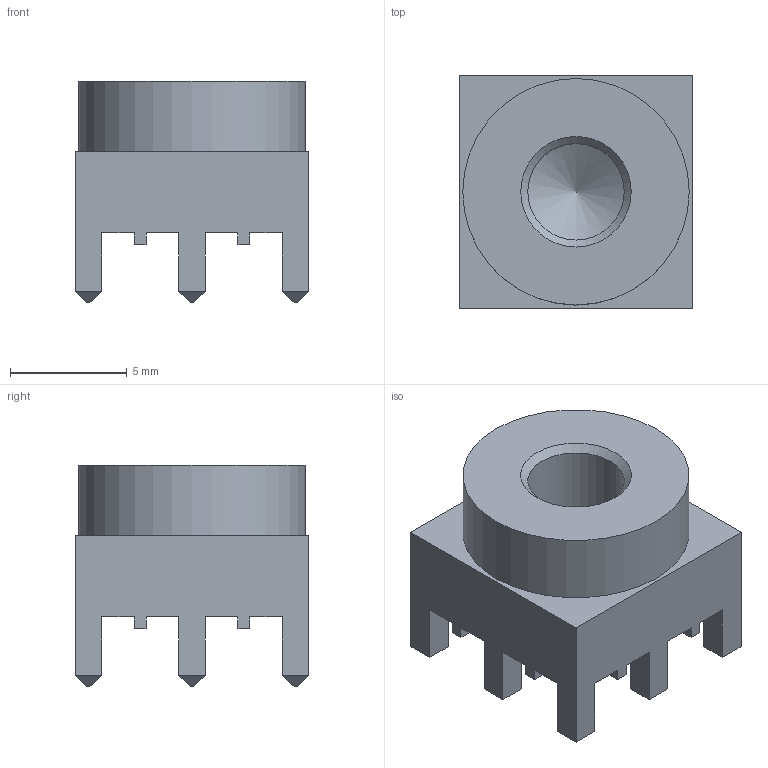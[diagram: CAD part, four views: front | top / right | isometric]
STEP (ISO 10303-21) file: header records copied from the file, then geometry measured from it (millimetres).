
FILE_DESCRIPTION( ( 'Unknown' ), '1' );
FILE_NAME( '74650195_V1.1.stp', 'Unknown', ( 'Unknown' ), ( 'Unknown' ), 'PSStep 18.0.17', 'Unknown', ' ' );
FILE_SCHEMA( ( 'AUTOMOTIVE_DESIGN { 1 0 10303 214 1 1 1 1 }' ) );
Length unit declared in the file: millimetre
Products named in the file (1): 1
Bounding box: 10 x 10 x 9.5 mm (x, y, z)
Volume: 535.3 mm3; surface area: 616.7 mm2
Topology: 1 solids, 1 shells, 133 faces, 338 edges, 213 vertices
Faces by surface type: plane 128, cylinder 3, cone 2
Full cylindrical faces by diameter (mm): 4.134 x2, 9.7 x1
Entity records: 4914 total; most frequent: CARTESIAN_POINT 675, ORIENTED_EDGE 660, DIRECTION 604, EDGE_CURVE 330, LINE 324, VECTOR 324, VERTEX_POINT 211, EDGE_LOOP 144
